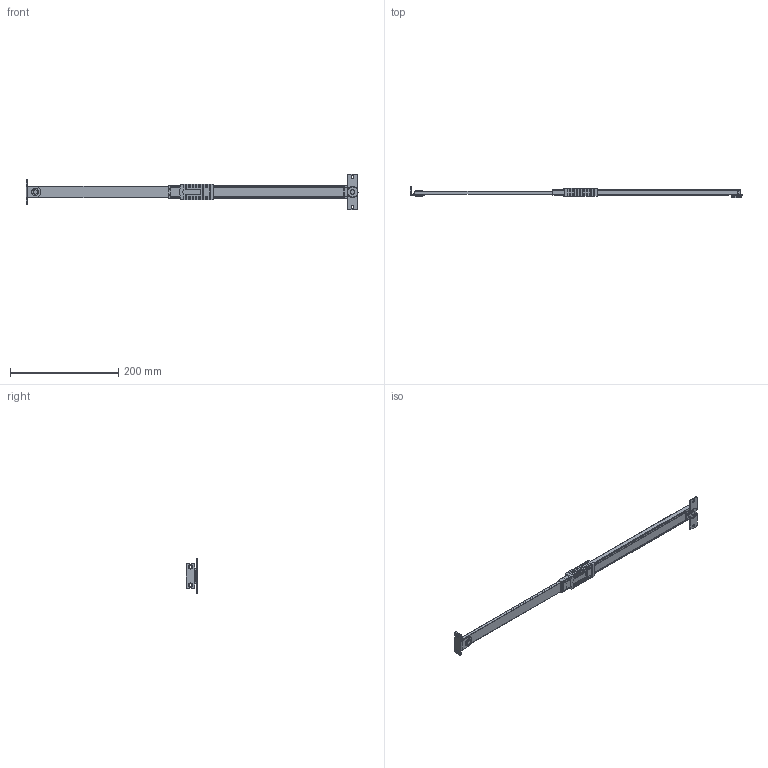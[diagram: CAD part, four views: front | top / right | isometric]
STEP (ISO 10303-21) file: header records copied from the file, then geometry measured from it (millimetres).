
FILE_DESCRIPTION (( 'STEP AP203' ), '1' );
FILE_NAME ('B-1470-1.STEP', '2021-08-31T08:17:30', ( '' ), ( '' ), 'SwSTEP 2.0', 'SolidWorks 2018', '' );
FILE_SCHEMA (( 'CONFIG_CONTROL_DESIGN' ));
Length unit declared in the file: millimetre
Products named in the file (13): B-1470-1_mounting baseA_; B-1470_pinA__僺儞B; B-1470-1; B-1470-1_body case_(operation); B-1470-1_body case_(fixation)_B-1470-2; B-1470-1_washer_; B-1470_pinA__僺儞A; B-1470-1_rail Guide_; B-1470-1_color__僇儔乕A; B-1470-1_Lock case_; B-1470_case cover__B-1470-1; B-1470-1_color__僇儔乕B; B-1470-1_mounting baseB_
Assembly tree (13 placements, depth 2):
  B-1470-1
    B-1470-1_body case_(fixation)_B-1470-2
    B-1470-1_body case_(operation)
    B-1470-1_color__僇儔乕A
    B-1470-1_color__僇儔乕B
    B-1470_case cover__B-1470-1
    B-1470_pinA__僺儞A
    B-1470_pinA__僺儞B
    B-1470-1_Lock case_
    B-1470-1_mounting baseA_
    B-1470-1_mounting baseB_
    B-1470-1_rail Guide_
    B-1470-1_washer_  x2
Bounding box: 613 x 20.5 x 66 mm (x, y, z)
Volume: 55885.8 mm3; surface area: 91800.7 mm2
Topology: 13 solids, 13 shells, 705 faces, 1985 edges, 1314 vertices
Faces by surface type: plane 584, cylinder 99, cone 16, torus 6
Entity records: 23922 total; most frequent: CARTESIAN_POINT 4184, ORIENTED_EDGE 3946, DIRECTION 3593, EDGE_CURVE 1973, VECTOR 1739, LINE 1739, VERTEX_POINT 1306, AXIS2_PLACEMENT_3D 927
